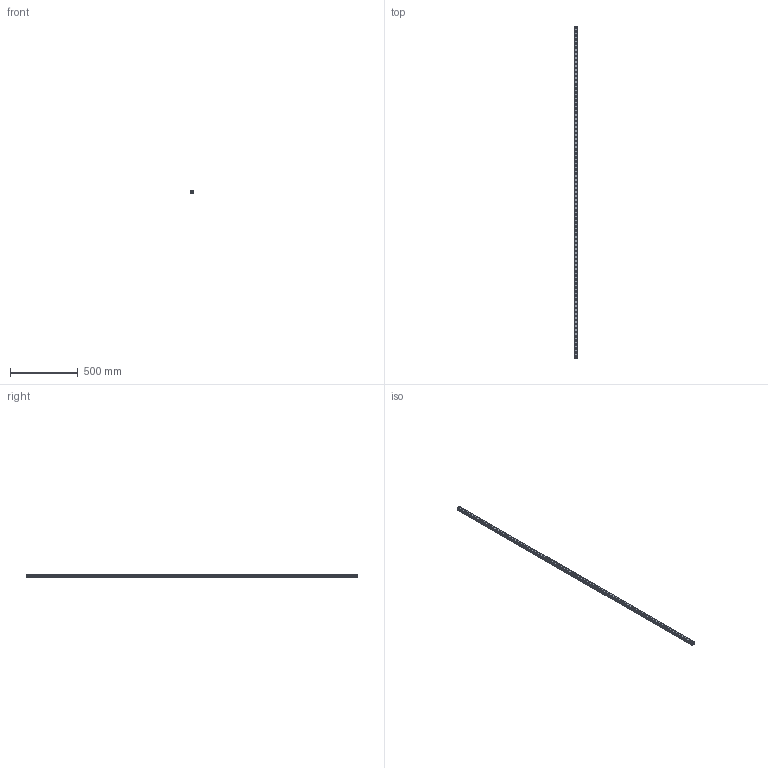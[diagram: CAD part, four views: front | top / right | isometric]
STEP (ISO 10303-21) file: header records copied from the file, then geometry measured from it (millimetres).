
FILE_DESCRIPTION(('STEP AP214'),'1');
FILE_NAME('cctmp_27E34034-CCFC-4722-B26D-F80CEE93F4E4_2021_03_10_12_00_41_0883..stp','2021-03-10T11:00:42',('HIWIN GmbH'),('CADClick - www.CADClick.com'),'Spatial InterOp 3D',' ','unknown authorization');
FILE_SCHEMA(('AUTOMOTIVE_DESIGN'));
Length unit declared in the file: millimetre
Products named in the file (1): RGR25R2450H_FILE
Bounding box: 23 x 2450 x 23.6 mm (x, y, z)
Volume: 982050.6 mm3; surface area: 304425.5 mm2
Topology: 1 solids, 1 shells, 855 faces, 1809 edges, 1206 vertices
Faces by surface type: cylinder 510, plane 345
Entity records: 30307 total; most frequent: DIRECTION 4541, CARTESIAN_POINT 3871, ORIENTED_EDGE 3618, AXIS2_PLACEMENT_3D 1876, EDGE_CURVE 1809, VERTEX_POINT 1206, EDGE_LOOP 1105, CIRCLE 1020
